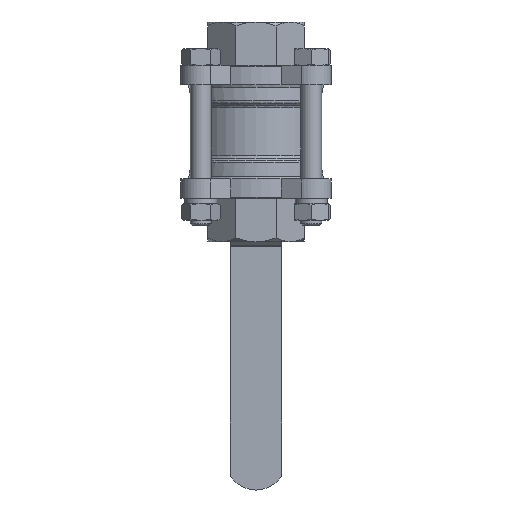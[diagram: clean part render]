
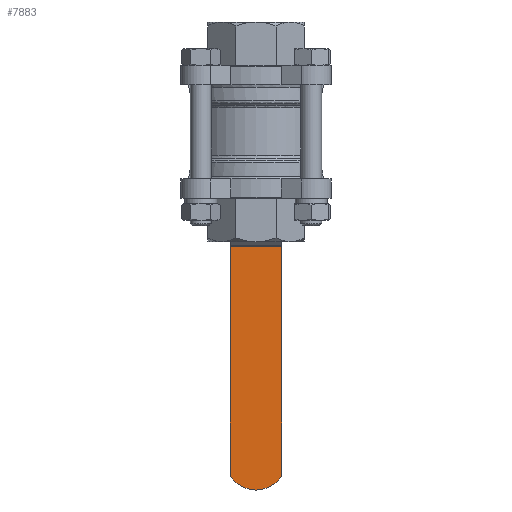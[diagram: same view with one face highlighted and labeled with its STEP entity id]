
A CAD part, front view. The second image highlights one B-rep face of the part: STEP entity #7883.
In plain terms, the highlighted planar face has unit normal (0, -1, 0).
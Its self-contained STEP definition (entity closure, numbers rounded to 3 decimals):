
#436=LINE('',#14262,#861);
#437=LINE('',#14265,#862);
#438=LINE('',#14269,#863);
#861=VECTOR('',#10780,1000.);
#862=VECTOR('',#10781,1000.);
#863=VECTOR('',#10784,1000.);
#1207=PLANE('',#8753);
#1589=CIRCLE('',#8754,12.);
#3710=ORIENTED_EDGE('',*,*,#4985,.T.);
#3711=ORIENTED_EDGE('',*,*,#4986,.T.);
#3712=ORIENTED_EDGE('',*,*,#4987,.T.);
#3713=ORIENTED_EDGE('',*,*,#4988,.T.);
#4985=EDGE_CURVE('',#5773,#5774,#436,.T.);
#4986=EDGE_CURVE('',#5774,#5775,#437,.T.);
#4987=EDGE_CURVE('',#5775,#5776,#1589,.F.);
#4988=EDGE_CURVE('',#5776,#5773,#438,.T.);
#5773=VERTEX_POINT('',#14263);
#5774=VERTEX_POINT('',#14264);
#5775=VERTEX_POINT('',#14266);
#5776=VERTEX_POINT('',#14268);
#6689=EDGE_LOOP('',(#3710,#3711,#3712,#3713));
#7264=FACE_BOUND('',#6689,.T.);
#7883=ADVANCED_FACE('',(#7264),#1207,.F.);
#8753=AXIS2_PLACEMENT_3D('',#14261,#10778,#10779);
#8754=AXIS2_PLACEMENT_3D('',#14267,#10782,#10783);
#10778=DIRECTION('',(0.,1.,0.));
#10779=DIRECTION('',(0.,0.,1.));
#10780=DIRECTION('',(-1.,0.,0.));
#10781=DIRECTION('',(0.,0.,-1.));
#10782=DIRECTION('',(0.,1.,0.));
#10783=DIRECTION('',(0.,0.,1.));
#10784=DIRECTION('',(0.,0.,1.));
#14261=CARTESIAN_POINT('',(11.25,22.,-44.157));
#14262=CARTESIAN_POINT('',(11.25,22.,-44.364));
#14263=CARTESIAN_POINT('',(10.,22.,-44.364));
#14264=CARTESIAN_POINT('',(-10.,22.,-44.364));
#14265=CARTESIAN_POINT('',(-10.,22.,-44.157));
#14266=CARTESIAN_POINT('',(-10.,22.,-133.133));
#14267=CARTESIAN_POINT('',(0.,22.,-126.5));
#14268=CARTESIAN_POINT('',(10.,22.,-133.133));
#14269=CARTESIAN_POINT('',(10.,22.,-44.157));
